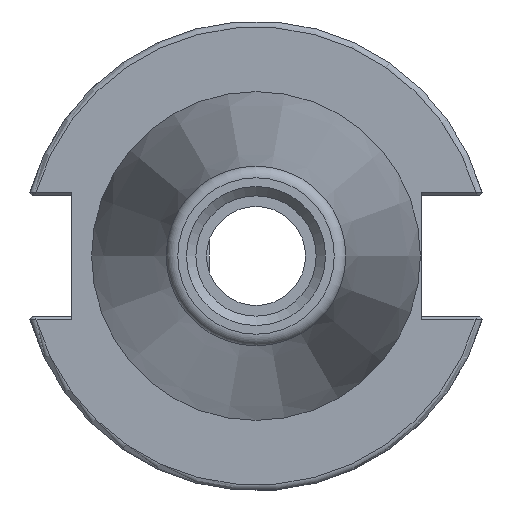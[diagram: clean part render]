
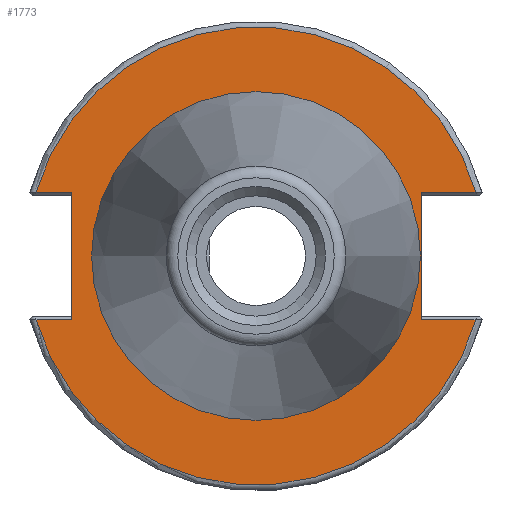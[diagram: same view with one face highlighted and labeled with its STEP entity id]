
A CAD part, left-side view. The second image highlights one B-rep face of the part: STEP entity #1773.
In plain terms, the highlighted planar face has unit normal (-1, 0, 0).
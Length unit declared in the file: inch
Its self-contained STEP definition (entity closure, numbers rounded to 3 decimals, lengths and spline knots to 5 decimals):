
#70=FACE_BOUND('',#384,.T.);
#161=CIRCLE('',#1866,1.21875);
#162=CIRCLE('',#1875,1.21875);
#183=CIRCLE('',#1923,0.86);
#279=FACE_OUTER_BOUND('',#383,.T.);
#383=EDGE_LOOP('',(#1522,#1523,#1524,#1525,#1526,#1527,#1528,#1529));
#384=EDGE_LOOP('',(#1530));
#459=LINE('',#2948,#597);
#493=LINE('',#3567,#631);
#505=LINE('',#3676,#643);
#517=LINE('',#3908,#655);
#523=LINE('',#3919,#661);
#526=LINE('',#3923,#664);
#597=VECTOR('',#2092,0.19091);
#631=VECTOR('',#2180,0.29091);
#643=VECTOR('',#2224,0.29091);
#655=VECTOR('',#2288,0.19091);
#661=VECTOR('',#2300,0.67625);
#664=VECTOR('',#2305,0.12159);
#735=VERTEX_POINT('',#2681);
#749=VERTEX_POINT('',#2946);
#750=VERTEX_POINT('',#2965);
#787=VERTEX_POINT('',#3333);
#789=VERTEX_POINT('',#3566);
#792=VERTEX_POINT('',#3585);
#804=VERTEX_POINT('',#3674);
#818=VERTEX_POINT('',#3906);
#822=VERTEX_POINT('',#3928);
#931=EDGE_CURVE('',#735,#749,#459,.T.);
#984=EDGE_CURVE('',#750,#787,#161,.T.);
#997=EDGE_CURVE('',#789,#787,#493,.T.);
#1001=EDGE_CURVE('',#792,#735,#162,.T.);
#1023=EDGE_CURVE('',#792,#804,#505,.T.);
#1051=EDGE_CURVE('',#818,#750,#517,.T.);
#1057=EDGE_CURVE('',#749,#818,#523,.T.);
#1060=EDGE_CURVE('',#804,#789,#526,.T.);
#1062=EDGE_CURVE('',#822,#822,#183,.T.);
#1522=ORIENTED_EDGE('',*,*,#1060,.T.);
#1523=ORIENTED_EDGE('',*,*,#997,.T.);
#1524=ORIENTED_EDGE('',*,*,#984,.F.);
#1525=ORIENTED_EDGE('',*,*,#1051,.F.);
#1526=ORIENTED_EDGE('',*,*,#1057,.F.);
#1527=ORIENTED_EDGE('',*,*,#931,.F.);
#1528=ORIENTED_EDGE('',*,*,#1001,.F.);
#1529=ORIENTED_EDGE('',*,*,#1023,.T.);
#1530=ORIENTED_EDGE('',*,*,#1062,.F.);
#1601=PLANE('',#1922);
#1773=ADVANCED_FACE('',(#279,#70),#1601,.T.);
#1866=AXIS2_PLACEMENT_3D('',#3353,#2156,#2157);
#1875=AXIS2_PLACEMENT_3D('',#3592,#2184,#2185);
#1922=AXIS2_PLACEMENT_3D('',#3927,#2310,#2311);
#1923=AXIS2_PLACEMENT_3D('',#3929,#2312,#2313);
#2092=DIRECTION('',(0.,-1.,0.));
#2156=DIRECTION('center_axis',(1.,0.,0.));
#2157=DIRECTION('ref_axis',(0.,0.,1.));
#2180=DIRECTION('',(0.,-1.,0.));
#2184=DIRECTION('center_axis',(1.,0.,0.));
#2185=DIRECTION('ref_axis',(0.,0.,-1.));
#2224=DIRECTION('',(0.,1.,0.));
#2288=DIRECTION('',(0.,1.,0.));
#2300=DIRECTION('',(0.,0.,1.));
#2305=DIRECTION('',(0.,0.,1.));
#2310=DIRECTION('center_axis',(-1.,0.,0.));
#2311=DIRECTION('ref_axis',(0.,0.,1.));
#2312=DIRECTION('center_axis',(-1.,0.,0.));
#2313=DIRECTION('ref_axis',(0.,0.,1.));
#2681=CARTESIAN_POINT('',(0.125,1.17091,-0.33813));
#2946=CARTESIAN_POINT('',(0.125,0.98,-0.33813));
#2948=CARTESIAN_POINT('',(0.125,0.2775,-0.33813));
#2965=CARTESIAN_POINT('',(0.125,1.17091,0.33813));
#3333=CARTESIAN_POINT('',(0.125,-1.17091,0.33813));
#3353=CARTESIAN_POINT('Origin',(0.125,0.,0.));
#3566=CARTESIAN_POINT('',(0.125,-0.88,0.33813));
#3567=CARTESIAN_POINT('',(0.125,-0.9025,0.33813));
#3585=CARTESIAN_POINT('',(0.125,-1.17091,-0.33813));
#3592=CARTESIAN_POINT('Origin',(0.125,0.,0.));
#3674=CARTESIAN_POINT('',(0.125,-0.88,-0.33813));
#3676=CARTESIAN_POINT('',(0.125,-0.9025,-0.33813));
#3906=CARTESIAN_POINT('',(0.125,0.98,0.33813));
#3908=CARTESIAN_POINT('',(0.125,0.0275,0.33813));
#3919=CARTESIAN_POINT('',(0.125,0.98,-0.33813));
#3923=CARTESIAN_POINT('',(0.125,-0.88,0.));
#3927=CARTESIAN_POINT('Origin',(0.125,-0.875,0.));
#3928=CARTESIAN_POINT('',(0.125,0.,-0.86));
#3929=CARTESIAN_POINT('Origin',(0.125,0.,0.));
